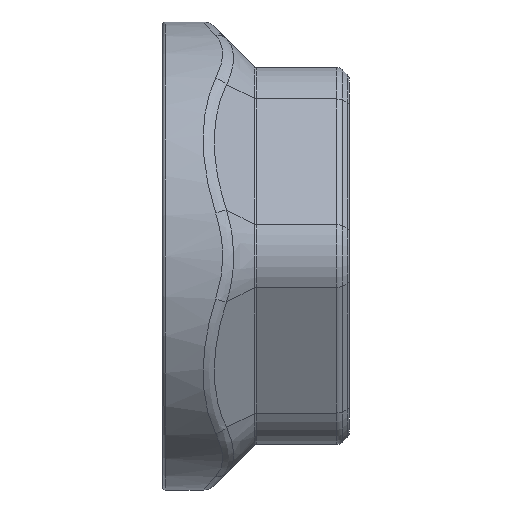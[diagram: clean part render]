
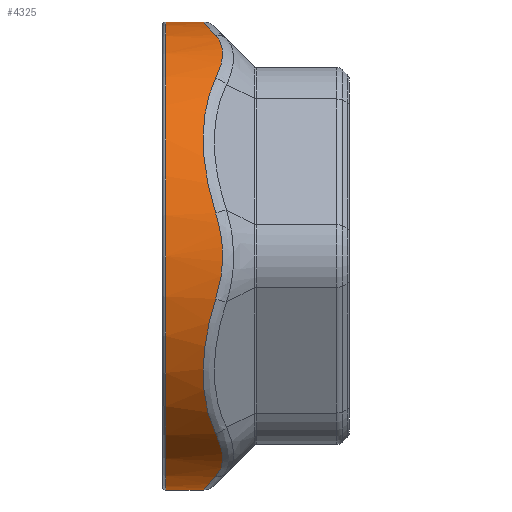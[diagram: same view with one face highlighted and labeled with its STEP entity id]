
A CAD part, left-side view. The second image highlights one B-rep face of the part: STEP entity #4325.
In plain terms, the highlighted cylindrical face has radius 14.9 mm (diameter 29.8 mm), a partial arc.
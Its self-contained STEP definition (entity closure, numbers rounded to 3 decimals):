
#91 = CARTESIAN_POINT ( 'NONE',  ( -1.69, -4.304, 14.9 ) ) ;
#183 = CARTESIAN_POINT ( 'NONE',  ( -5.8, -5.373, 13.754 ) ) ;
#216 = VERTEX_POINT ( 'NONE', #2678 ) ;
#277 = AXIS2_PLACEMENT_3D ( 'NONE', #6202, #2506, #3583 ) ;
#294 = EDGE_CURVE ( 'NONE', #2863, #3059, #3954, .T. ) ;
#312 = CARTESIAN_POINT ( 'NONE',  ( -4.951, -5.094, -14.053 ) ) ;
#418 = DIRECTION ( 'NONE',  ( 0., -1., 0. ) ) ;
#481 = AXIS2_PLACEMENT_3D ( 'NONE', #5644, #6171, #3045 ) ;
#555 = CARTESIAN_POINT ( 'NONE',  ( -9.695, -5.094, 11.314 ) ) ;
#642 = VERTEX_POINT ( 'NONE', #3628 ) ;
#1042 = CARTESIAN_POINT ( 'NONE',  ( -14.9, -5.542, 0.944 ) ) ;
#1063 = CARTESIAN_POINT ( 'NONE',  ( -14.811, -5.373, -1.855 ) ) ;
#1184 =( BOUNDED_CURVE ( )  B_SPLINE_CURVE ( 3, ( #6281, #3656, #1559, #555 ),
 .UNSPECIFIED., .F., .F. ) 
 B_SPLINE_CURVE_WITH_KNOTS ( ( 4, 4 ),
 ( 2.803, 3.48 ),
 .UNSPECIFIED. ) 
 CURVE ( )  GEOMETRIC_REPRESENTATION_ITEM ( )  RATIONAL_B_SPLINE_CURVE ( ( 1., 0.962, 0.962, 1. ) ) 
 REPRESENTATION_ITEM ( '' )  );
#1233 = CARTESIAN_POINT ( 'NONE',  ( -4.951, -5.094, 14.053 ) ) ;
#1312 = EDGE_CURVE ( 'NONE', #1778, #2863, #2106, .T. ) ;
#1419 = B_SPLINE_CURVE_WITH_KNOTS ( 'NONE', 3,
 ( #4347, #5450, #3376, #4304, #183, #1233 ),
 .UNSPECIFIED., .F., .F.,
 ( 4, 2, 4 ),
 ( 0., 0.003, 0.006 ),
 .UNSPECIFIED. ) ;
#1538 = ORIENTED_EDGE ( 'NONE', *, *, #5852, .T. ) ;
#1559 = CARTESIAN_POINT ( 'NONE',  ( -12.3, -4.03, 9.082 ) ) ;
#1570 = CARTESIAN_POINT ( 'NONE',  ( -14.646, -5.094, 2.739 ) ) ;
#1628 = CARTESIAN_POINT ( 'NONE',  ( -14.646, -5.094, -2.739 ) ) ;
#1718 = CARTESIAN_POINT ( 'NONE',  ( 0., -1.918, -14.9 ) ) ;
#1767 = CIRCLE ( 'NONE', #277, 14.9 ) ;
#1778 = VERTEX_POINT ( 'NONE', #3625 ) ;
#1868 = CARTESIAN_POINT ( 'NONE',  ( 0., -4.304, -14.9 ) ) ;
#1878 = EDGE_LOOP ( 'NONE', ( #4938, #4649, #1538, #4928, #2364, #4598, #3567, #6745, #6269, #5608 ) ) ;
#1942 = VERTEX_POINT ( 'NONE', #1718 ) ;
#2000 = B_SPLINE_CURVE_WITH_KNOTS ( 'NONE', 3,
 ( #3204, #1063, #3703, #1042, #5267, #1570 ),
 .UNSPECIFIED., .F., .F.,
 ( 4, 2, 4 ),
 ( 0., 0.003, 0.006 ),
 .UNSPECIFIED. ) ;
#2106 =( BOUNDED_CURVE ( )  B_SPLINE_CURVE ( 3, ( #1868, #5514, #4387, #3392 ),
 .UNSPECIFIED., .F., .F. ) 
 B_SPLINE_CURVE_WITH_KNOTS ( ( 4, 4 ),
 ( 3.142, 3.48 ),
 .UNSPECIFIED. ) 
 CURVE ( )  GEOMETRIC_REPRESENTATION_ITEM ( )  RATIONAL_B_SPLINE_CURVE ( ( 1., 0.99, 0.99, 1. ) ) 
 REPRESENTATION_ITEM ( '' )  );
#2199 = VERTEX_POINT ( 'NONE', #5930 ) ;
#2221 = CARTESIAN_POINT ( 'NONE',  ( -3.357, -4.57, 14.615 ) ) ;
#2324 = LINE ( 'NONE', #6341, #6359 ) ;
#2364 = ORIENTED_EDGE ( 'NONE', *, *, #294, .T. ) ;
#2434 = EDGE_CURVE ( 'NONE', #6002, #3764, #1419, .T. ) ;
#2506 = DIRECTION ( 'NONE',  ( 0., -1., 0. ) ) ;
#2678 = CARTESIAN_POINT ( 'NONE',  ( 0., -4.304, 14.9 ) ) ;
#2703 = CARTESIAN_POINT ( 'NONE',  ( -9.695, -5.094, -11.314 ) ) ;
#2863 = VERTEX_POINT ( 'NONE', #312 ) ;
#2932 = FACE_OUTER_BOUND ( 'NONE', #1878, .T. ) ;
#2941 =( BOUNDED_CURVE ( )  B_SPLINE_CURVE ( 3, ( #2703, #3260, #5372, #1628 ),
 .UNSPECIFIED., .F., .F. ) 
 B_SPLINE_CURVE_WITH_KNOTS ( ( 4, 4 ),
 ( 2.803, 3.48 ),
 .UNSPECIFIED. ) 
 CURVE ( )  GEOMETRIC_REPRESENTATION_ITEM ( )  RATIONAL_B_SPLINE_CURVE ( ( 1., 0.962, 0.962, 1. ) ) 
 REPRESENTATION_ITEM ( '' )  );
#2953 = CARTESIAN_POINT ( 'NONE',  ( -9.695, -5.094, -11.314 ) ) ;
#3045 = DIRECTION ( 'NONE',  ( 0., 0., -1. ) ) ;
#3059 = VERTEX_POINT ( 'NONE', #2953 ) ;
#3204 = CARTESIAN_POINT ( 'NONE',  ( -14.646, -5.094, -2.739 ) ) ;
#3260 = CARTESIAN_POINT ( 'NONE',  ( -12.3, -4.03, -9.082 ) ) ;
#3376 = CARTESIAN_POINT ( 'NONE',  ( -8.269, -5.542, 12.431 ) ) ;
#3392 = CARTESIAN_POINT ( 'NONE',  ( -4.951, -5.094, -14.053 ) ) ;
#3406 = EDGE_CURVE ( 'NONE', #642, #216, #2324, .T. ) ;
#3442 = CARTESIAN_POINT ( 'NONE',  ( -4.951, -5.094, 14.053 ) ) ;
#3567 = ORIENTED_EDGE ( 'NONE', *, *, #3897, .T. ) ;
#3583 = DIRECTION ( 'NONE',  ( 0., 0., 1. ) ) ;
#3625 = CARTESIAN_POINT ( 'NONE',  ( 0., -4.304, -14.9 ) ) ;
#3628 = CARTESIAN_POINT ( 'NONE',  ( 0., -1.918, 14.9 ) ) ;
#3656 = CARTESIAN_POINT ( 'NONE',  ( -14.015, -4.03, 6.111 ) ) ;
#3703 = CARTESIAN_POINT ( 'NONE',  ( -14.9, -5.542, -0.945 ) ) ;
#3764 = VERTEX_POINT ( 'NONE', #3442 ) ;
#3836 = EDGE_CURVE ( 'NONE', #642, #1942, #1767, .T. ) ;
#3897 = EDGE_CURVE ( 'NONE', #2199, #4743, #2000, .T. ) ;
#3954 = B_SPLINE_CURVE_WITH_KNOTS ( 'NONE', 3,
 ( #3997, #5617, #6676, #5102, #4561, #5053 ),
 .UNSPECIFIED., .F., .F.,
 ( 4, 2, 4 ),
 ( 0., 0.003, 0.006 ),
 .UNSPECIFIED. ) ;
#3997 = CARTESIAN_POINT ( 'NONE',  ( -4.951, -5.094, -14.053 ) ) ;
#4183 = CARTESIAN_POINT ( 'NONE',  ( -9.695, -5.094, 11.314 ) ) ;
#4304 = CARTESIAN_POINT ( 'NONE',  ( -6.633, -5.542, 13.376 ) ) ;
#4325 = ADVANCED_FACE ( 'NONE', ( #2932 ), #5540, .T. ) ;
#4347 = CARTESIAN_POINT ( 'NONE',  ( -9.695, -5.094, 11.314 ) ) ;
#4387 = CARTESIAN_POINT ( 'NONE',  ( -3.357, -4.57, -14.615 ) ) ;
#4561 = CARTESIAN_POINT ( 'NONE',  ( -9.012, -5.373, -11.9 ) ) ;
#4598 = ORIENTED_EDGE ( 'NONE', *, *, #5670, .T. ) ;
#4649 = ORIENTED_EDGE ( 'NONE', *, *, #3836, .T. ) ;
#4743 = VERTEX_POINT ( 'NONE', #6305 ) ;
#4799 = CARTESIAN_POINT ( 'NONE',  ( 0., -4.304, 14.9 ) ) ;
#4848 = LINE ( 'NONE', #5049, #6193 ) ;
#4928 = ORIENTED_EDGE ( 'NONE', *, *, #1312, .T. ) ;
#4938 = ORIENTED_EDGE ( 'NONE', *, *, #3406, .F. ) ;
#5049 = CARTESIAN_POINT ( 'NONE',  ( 0., 0., -14.9 ) ) ;
#5053 = CARTESIAN_POINT ( 'NONE',  ( -9.695, -5.094, -11.314 ) ) ;
#5102 = CARTESIAN_POINT ( 'NONE',  ( -8.267, -5.542, -12.432 ) ) ;
#5267 = CARTESIAN_POINT ( 'NONE',  ( -14.811, -5.373, 1.855 ) ) ;
#5372 = CARTESIAN_POINT ( 'NONE',  ( -14.015, -4.03, -6.111 ) ) ;
#5450 = CARTESIAN_POINT ( 'NONE',  ( -9.012, -5.373, 11.9 ) ) ;
#5514 = CARTESIAN_POINT ( 'NONE',  ( -1.69, -4.304, -14.9 ) ) ;
#5540 = CYLINDRICAL_SURFACE ( 'NONE', #481, 14.9 ) ;
#5608 = ORIENTED_EDGE ( 'NONE', *, *, #6098, .T. ) ;
#5617 = CARTESIAN_POINT ( 'NONE',  ( -5.8, -5.373, -13.754 ) ) ;
#5644 = CARTESIAN_POINT ( 'NONE',  ( 0., 0., 0. ) ) ;
#5670 = EDGE_CURVE ( 'NONE', #3059, #2199, #2941, .T. ) ;
#5810 = DIRECTION ( 'NONE',  ( 0., -1., 0. ) ) ;
#5852 = EDGE_CURVE ( 'NONE', #1942, #1778, #4848, .T. ) ;
#5930 = CARTESIAN_POINT ( 'NONE',  ( -14.646, -5.094, -2.739 ) ) ;
#5988 = EDGE_CURVE ( 'NONE', #4743, #6002, #1184, .T. ) ;
#6002 = VERTEX_POINT ( 'NONE', #4183 ) ;
#6098 = EDGE_CURVE ( 'NONE', #3764, #216, #6297, .T. ) ;
#6171 = DIRECTION ( 'NONE',  ( 0., -1., 0. ) ) ;
#6193 = VECTOR ( 'NONE', #418, 1000. ) ;
#6202 = CARTESIAN_POINT ( 'NONE',  ( 0., -1.918, 0. ) ) ;
#6269 = ORIENTED_EDGE ( 'NONE', *, *, #2434, .T. ) ;
#6281 = CARTESIAN_POINT ( 'NONE',  ( -14.646, -5.094, 2.739 ) ) ;
#6297 =( BOUNDED_CURVE ( )  B_SPLINE_CURVE ( 3, ( #6411, #2221, #91, #4799 ),
 .UNSPECIFIED., .F., .F. ) 
 B_SPLINE_CURVE_WITH_KNOTS ( ( 4, 4 ),
 ( 2.803, 3.142 ),
 .UNSPECIFIED. ) 
 CURVE ( )  GEOMETRIC_REPRESENTATION_ITEM ( )  RATIONAL_B_SPLINE_CURVE ( ( 1., 0.99, 0.99, 1. ) ) 
 REPRESENTATION_ITEM ( '' )  );
#6305 = CARTESIAN_POINT ( 'NONE',  ( -14.646, -5.094, 2.739 ) ) ;
#6341 = CARTESIAN_POINT ( 'NONE',  ( 0., 0., 14.9 ) ) ;
#6359 = VECTOR ( 'NONE', #5810, 1000. ) ;
#6411 = CARTESIAN_POINT ( 'NONE',  ( -4.951, -5.094, 14.053 ) ) ;
#6676 = CARTESIAN_POINT ( 'NONE',  ( -6.631, -5.542, -13.376 ) ) ;
#6745 = ORIENTED_EDGE ( 'NONE', *, *, #5988, .T. ) ;
